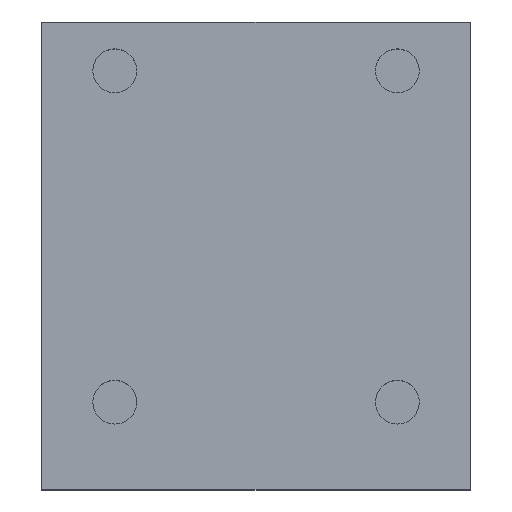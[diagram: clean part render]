
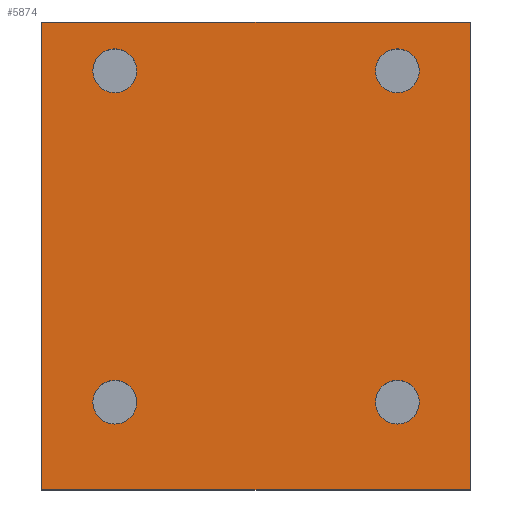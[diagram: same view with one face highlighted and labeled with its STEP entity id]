
A CAD part, top view. The second image highlights one B-rep face of the part: STEP entity #5874.
In plain terms, the highlighted planar face has unit normal (0, 0, 1).
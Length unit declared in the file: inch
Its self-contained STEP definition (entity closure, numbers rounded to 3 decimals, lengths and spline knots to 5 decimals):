
#78=CIRCLE('',#6161,0.1405);
#79=CIRCLE('',#6162,0.1405);
#82=CIRCLE('',#6167,0.1405);
#83=CIRCLE('',#6168,0.1405);
#86=CIRCLE('',#6173,0.1405);
#87=CIRCLE('',#6174,0.1405);
#90=CIRCLE('',#6179,0.1405);
#91=CIRCLE('',#6180,0.1405);
#133=FACE_BOUND('',#864,.T.);
#134=FACE_BOUND('',#865,.T.);
#135=FACE_BOUND('',#866,.T.);
#136=FACE_BOUND('',#867,.T.);
#515=FACE_OUTER_BOUND('',#863,.T.);
#863=EDGE_LOOP('',(#5303,#5304,#5305,#5306));
#864=EDGE_LOOP('',(#5307,#5308));
#865=EDGE_LOOP('',(#5309,#5310));
#866=EDGE_LOOP('',(#5311,#5312));
#867=EDGE_LOOP('',(#5313,#5314));
#1463=LINE('',#10184,#2084);
#1496=LINE('',#10365,#2117);
#1497=LINE('',#10367,#2118);
#1498=LINE('',#10368,#2119);
#2084=VECTOR('',#7162,2.75);
#2117=VECTOR('',#7367,3.);
#2118=VECTOR('',#7368,3.);
#2119=VECTOR('',#7369,2.75);
#2776=VERTEX_POINT('',#10182);
#2777=VERTEX_POINT('',#10183);
#2823=VERTEX_POINT('',#10320);
#2824=VERTEX_POINT('',#10321);
#2827=VERTEX_POINT('',#10331);
#2828=VERTEX_POINT('',#10332);
#2831=VERTEX_POINT('',#10342);
#2832=VERTEX_POINT('',#10343);
#2835=VERTEX_POINT('',#10353);
#2836=VERTEX_POINT('',#10354);
#2839=VERTEX_POINT('',#10364);
#2840=VERTEX_POINT('',#10366);
#3583=EDGE_CURVE('',#2776,#2777,#1463,.T.);
#3649=EDGE_CURVE('',#2823,#2824,#78,.T.);
#3650=EDGE_CURVE('',#2824,#2823,#79,.T.);
#3654=EDGE_CURVE('',#2827,#2828,#82,.T.);
#3655=EDGE_CURVE('',#2828,#2827,#83,.T.);
#3659=EDGE_CURVE('',#2831,#2832,#86,.T.);
#3660=EDGE_CURVE('',#2832,#2831,#87,.T.);
#3664=EDGE_CURVE('',#2835,#2836,#90,.T.);
#3665=EDGE_CURVE('',#2836,#2835,#91,.T.);
#3669=EDGE_CURVE('',#2777,#2839,#1496,.T.);
#3670=EDGE_CURVE('',#2840,#2776,#1497,.T.);
#3671=EDGE_CURVE('',#2839,#2840,#1498,.T.);
#5303=ORIENTED_EDGE('',*,*,#3669,.F.);
#5304=ORIENTED_EDGE('',*,*,#3583,.F.);
#5305=ORIENTED_EDGE('',*,*,#3670,.F.);
#5306=ORIENTED_EDGE('',*,*,#3671,.F.);
#5307=ORIENTED_EDGE('',*,*,#3649,.T.);
#5308=ORIENTED_EDGE('',*,*,#3650,.T.);
#5309=ORIENTED_EDGE('',*,*,#3654,.T.);
#5310=ORIENTED_EDGE('',*,*,#3655,.T.);
#5311=ORIENTED_EDGE('',*,*,#3659,.T.);
#5312=ORIENTED_EDGE('',*,*,#3660,.T.);
#5313=ORIENTED_EDGE('',*,*,#3664,.T.);
#5314=ORIENTED_EDGE('',*,*,#3665,.T.);
#5565=PLANE('',#6184);
#5874=ADVANCED_FACE('',(#515,#133,#134,#135,#136),#5565,.F.);
#6161=AXIS2_PLACEMENT_3D('',#10322,#7315,#7316);
#6162=AXIS2_PLACEMENT_3D('',#10323,#7317,#7318);
#6167=AXIS2_PLACEMENT_3D('',#10333,#7328,#7329);
#6168=AXIS2_PLACEMENT_3D('',#10334,#7330,#7331);
#6173=AXIS2_PLACEMENT_3D('',#10344,#7341,#7342);
#6174=AXIS2_PLACEMENT_3D('',#10345,#7343,#7344);
#6179=AXIS2_PLACEMENT_3D('',#10355,#7354,#7355);
#6180=AXIS2_PLACEMENT_3D('',#10356,#7356,#7357);
#6184=AXIS2_PLACEMENT_3D('',#10363,#7365,#7366);
#7162=DIRECTION('',(-1.,0.,0.));
#7315=DIRECTION('center_axis',(0.,0.,-1.));
#7316=DIRECTION('ref_axis',(1.,0.,0.));
#7317=DIRECTION('center_axis',(0.,0.,-1.));
#7318=DIRECTION('ref_axis',(1.,0.,0.));
#7328=DIRECTION('center_axis',(0.,0.,-1.));
#7329=DIRECTION('ref_axis',(1.,0.,0.));
#7330=DIRECTION('center_axis',(0.,0.,-1.));
#7331=DIRECTION('ref_axis',(1.,0.,0.));
#7341=DIRECTION('center_axis',(0.,0.,-1.));
#7342=DIRECTION('ref_axis',(1.,0.,0.));
#7343=DIRECTION('center_axis',(0.,0.,-1.));
#7344=DIRECTION('ref_axis',(1.,0.,0.));
#7354=DIRECTION('center_axis',(0.,0.,-1.));
#7355=DIRECTION('ref_axis',(1.,0.,0.));
#7356=DIRECTION('center_axis',(0.,0.,-1.));
#7357=DIRECTION('ref_axis',(1.,0.,0.));
#7365=DIRECTION('center_axis',(0.,0.,-1.));
#7366=DIRECTION('ref_axis',(-1.,0.,0.));
#7367=DIRECTION('',(0.,1.,0.));
#7368=DIRECTION('',(0.,-1.,0.));
#7369=DIRECTION('',(1.,0.,0.));
#10182=CARTESIAN_POINT('',(2.75,0.,1.5));
#10183=CARTESIAN_POINT('',(0.,0.,1.5));
#10184=CARTESIAN_POINT('',(2.75,0.,1.5));
#10320=CARTESIAN_POINT('',(0.6095,0.561,1.5));
#10321=CARTESIAN_POINT('',(0.3285,0.561,1.5));
#10322=CARTESIAN_POINT('Origin',(0.469,0.561,1.5));
#10323=CARTESIAN_POINT('Origin',(0.469,0.561,1.5));
#10331=CARTESIAN_POINT('',(0.6095,2.687,1.5));
#10332=CARTESIAN_POINT('',(0.3285,2.687,1.5));
#10333=CARTESIAN_POINT('Origin',(0.469,2.687,1.5));
#10334=CARTESIAN_POINT('Origin',(0.469,2.687,1.5));
#10342=CARTESIAN_POINT('',(2.4225,2.687,1.5));
#10343=CARTESIAN_POINT('',(2.1415,2.687,1.5));
#10344=CARTESIAN_POINT('Origin',(2.282,2.687,1.5));
#10345=CARTESIAN_POINT('Origin',(2.282,2.687,1.5));
#10353=CARTESIAN_POINT('',(2.4225,0.561,1.5));
#10354=CARTESIAN_POINT('',(2.1415,0.561,1.5));
#10355=CARTESIAN_POINT('Origin',(2.282,0.561,1.5));
#10356=CARTESIAN_POINT('Origin',(2.282,0.561,1.5));
#10363=CARTESIAN_POINT('Origin',(0.,3.,1.5));
#10364=CARTESIAN_POINT('',(0.,3.,1.5));
#10365=CARTESIAN_POINT('',(0.,0.,1.5));
#10366=CARTESIAN_POINT('',(2.75,3.,1.5));
#10367=CARTESIAN_POINT('',(2.75,3.,1.5));
#10368=CARTESIAN_POINT('',(0.,3.,1.5));
